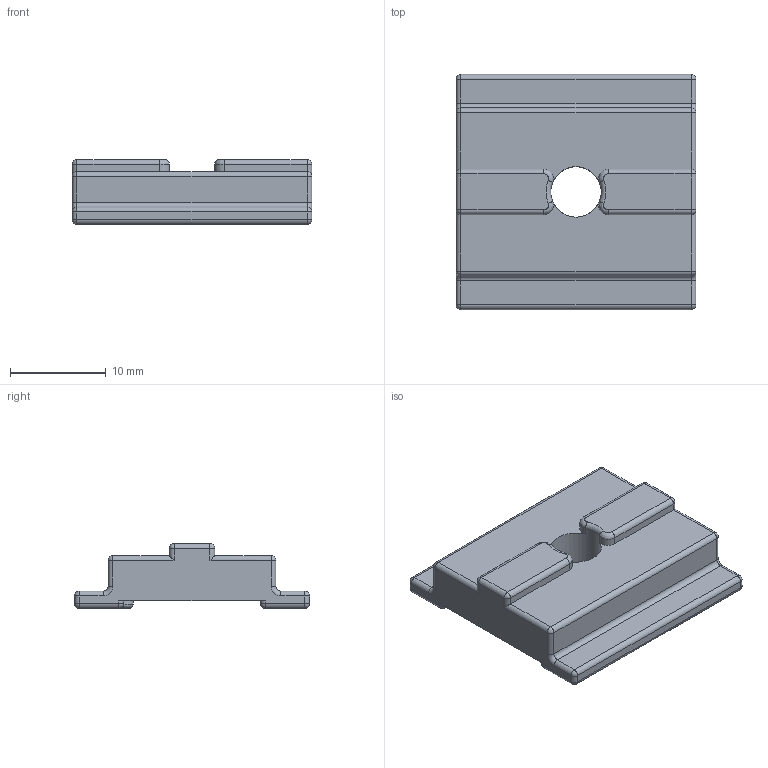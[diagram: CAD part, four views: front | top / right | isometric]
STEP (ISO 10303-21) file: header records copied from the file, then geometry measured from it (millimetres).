
FILE_DESCRIPTION(/* description */ (''),/* implementation_level */ '2;1');
FILE_NAME(/* name */ 'K8800-EM.stp',/* time_stamp */ '2017-11-30T10:00:36+01:00',/* author */ ('jange'),/* organization */ (''),/* preprocessor_version */ 'ST-DEVELOPER v17',/* originating_system */ 'Autodesk Inventor 2018',/* authorisation */ '');
FILE_SCHEMA (('AUTOMOTIVE_DESIGN { 1 0 10303 214 3 1 1 }'));
Length unit declared in the file: millimetre
Products named in the file (1): ENDSTOP MOUNT
Bounding box: 25 x 24.5 x 6.75 mm (x, y, z)
Volume: 1842.1 mm3; surface area: 2031.5 mm2
Topology: 1 solids, 1 shells, 130 faces, 298 edges, 171 vertices
Faces by surface type: cylinder 59, plane 40, sphere 20, torus 7, bspline 4
Full cylindrical faces by diameter (mm): 5.25 x1
Entity records: 3709 total; most frequent: DIRECTION 682, CARTESIAN_POINT 676, ORIENTED_EDGE 596, EDGE_CURVE 298, AXIS2_PLACEMENT_3D 259, VERTEX_POINT 171, LINE 164, VECTOR 164
